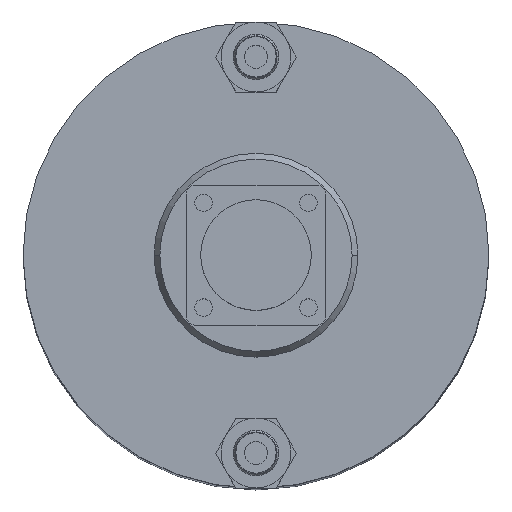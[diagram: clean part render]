
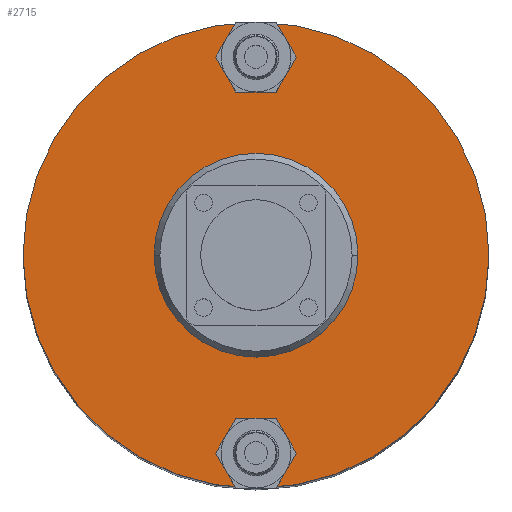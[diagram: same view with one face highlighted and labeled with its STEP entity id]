
A CAD part, top view. The second image highlights one B-rep face of the part: STEP entity #2715.
In plain terms, the highlighted face is planar.
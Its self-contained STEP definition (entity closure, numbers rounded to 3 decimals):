
#81 = DIRECTION ( 'NONE',  ( 1., 0., 0. ) ) ;
#140 = AXIS2_PLACEMENT_3D ( 'NONE', #3507, #1590, #2842 ) ;
#281 = DIRECTION ( 'NONE',  ( -1., 0., 0. ) ) ;
#311 = PLANE ( 'NONE',  #3093 ) ;
#363 = EDGE_CURVE ( 'NONE', #1436, #2187, #2862, .T. ) ;
#528 = CARTESIAN_POINT ( 'NONE',  ( 1.5, 0., -17.5 ) ) ;
#533 = CIRCLE ( 'NONE', #3458, 17.5 ) ;
#738 = VERTEX_POINT ( 'NONE', #836 ) ;
#798 = CARTESIAN_POINT ( 'NONE',  ( 1.5, 0., 0. ) ) ;
#836 = CARTESIAN_POINT ( 'NONE',  ( 1.5, 0., 40. ) ) ;
#996 = EDGE_CURVE ( 'NONE', #2187, #1436, #533, .T. ) ;
#1031 = CARTESIAN_POINT ( 'NONE',  ( 1.5, 0., 0. ) ) ;
#1073 = EDGE_CURVE ( 'NONE', #2544, #738, #1356, .T. ) ;
#1316 = CARTESIAN_POINT ( 'NONE',  ( 1.5, 0., 0. ) ) ;
#1326 = DIRECTION ( 'NONE',  ( 0., 0., -1. ) ) ;
#1356 = CIRCLE ( 'NONE', #1851, 40. ) ;
#1436 = VERTEX_POINT ( 'NONE', #528 ) ;
#1529 = ORIENTED_EDGE ( 'NONE', *, *, #1073, .F. ) ;
#1574 = DIRECTION ( 'NONE',  ( 0., 0., 1. ) ) ;
#1590 = DIRECTION ( 'NONE',  ( 1., 0., 0. ) ) ;
#1731 = FACE_OUTER_BOUND ( 'NONE', #2770, .T. ) ;
#1851 = AXIS2_PLACEMENT_3D ( 'NONE', #1316, #81, #3857 ) ;
#1915 = ORIENTED_EDGE ( 'NONE', *, *, #996, .T. ) ;
#2005 = EDGE_CURVE ( 'NONE', #738, #2544, #3378, .T. ) ;
#2055 = CARTESIAN_POINT ( 'NONE',  ( 1.5, 0., 17.5 ) ) ;
#2157 = ORIENTED_EDGE ( 'NONE', *, *, #363, .T. ) ;
#2187 = VERTEX_POINT ( 'NONE', #2055 ) ;
#2216 = CARTESIAN_POINT ( 'NONE',  ( 1.5, 0., -40. ) ) ;
#2492 = CARTESIAN_POINT ( 'NONE',  ( 1.5, 17.5, 0. ) ) ;
#2544 = VERTEX_POINT ( 'NONE', #2216 ) ;
#2715 = ADVANCED_FACE ( 'NONE', ( #4060, #1731 ), #311, .T. ) ;
#2770 = EDGE_LOOP ( 'NONE', ( #1529, #3509 ) ) ;
#2807 = EDGE_LOOP ( 'NONE', ( #2157, #1915 ) ) ;
#2842 = DIRECTION ( 'NONE',  ( 0., 0., -1. ) ) ;
#2862 = CIRCLE ( 'NONE', #140, 17.5 ) ;
#3093 = AXIS2_PLACEMENT_3D ( 'NONE', #2492, #281, #1574 ) ;
#3267 = DIRECTION ( 'NONE',  ( 0., 0., -1. ) ) ;
#3284 = DIRECTION ( 'NONE',  ( 1., 0., 0. ) ) ;
#3378 = CIRCLE ( 'NONE', #3537, 40. ) ;
#3458 = AXIS2_PLACEMENT_3D ( 'NONE', #798, #3284, #3267 ) ;
#3507 = CARTESIAN_POINT ( 'NONE',  ( 1.5, 0., 0. ) ) ;
#3509 = ORIENTED_EDGE ( 'NONE', *, *, #2005, .F. ) ;
#3511 = DIRECTION ( 'NONE',  ( 1., 0., 0. ) ) ;
#3537 = AXIS2_PLACEMENT_3D ( 'NONE', #1031, #3511, #1326 ) ;
#3857 = DIRECTION ( 'NONE',  ( 0., 0., -1. ) ) ;
#4060 = FACE_BOUND ( 'NONE', #2807, .T. ) ;
